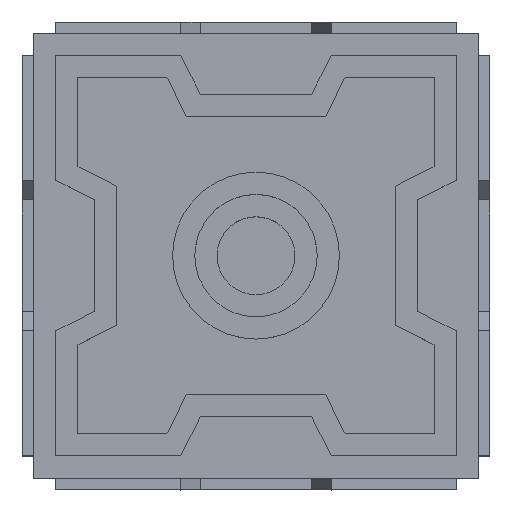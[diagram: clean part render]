
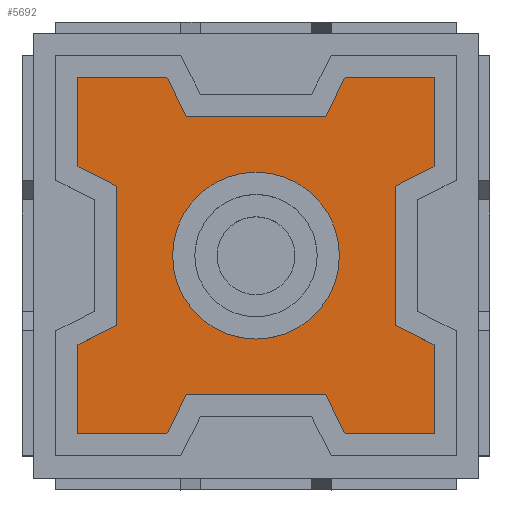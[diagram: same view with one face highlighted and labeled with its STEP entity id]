
A CAD part, top view. The second image highlights one B-rep face of the part: STEP entity #5692.
In plain terms, the highlighted planar face has unit normal (0, 0, 1).
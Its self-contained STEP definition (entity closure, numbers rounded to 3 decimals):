
#35=FACE_BOUND('',#635,.T.);
#43=CIRCLE('',#5953,7.5);
#332=FACE_OUTER_BOUND('',#634,.T.);
#634=EDGE_LOOP('',(#5054,#5055,#5056,#5057,#5058,#5059,#5060,#5061,#5062,
#5063,#5064,#5065,#5066,#5067,#5068,#5069,#5070,#5071,#5072,#5073));
#635=EDGE_LOOP('',(#5074));
#1385=LINE('',#8897,#2170);
#1388=LINE('',#8903,#2173);
#1391=LINE('',#8909,#2176);
#1394=LINE('',#8915,#2179);
#1397=LINE('',#8920,#2182);
#1398=LINE('',#8923,#2183);
#1401=LINE('',#8928,#2186);
#1402=LINE('',#8931,#2187);
#1405=LINE('',#8936,#2190);
#1406=LINE('',#8939,#2191);
#1409=LINE('',#8944,#2194);
#1410=LINE('',#8947,#2195);
#1412=LINE('',#8951,#2197);
#1415=LINE('',#8956,#2200);
#1416=LINE('',#8958,#2201);
#1418=LINE('',#8962,#2203);
#1419=LINE('',#8964,#2204);
#1421=LINE('',#8968,#2206);
#1422=LINE('',#8970,#2207);
#1423=LINE('',#8972,#2208);
#2170=VECTOR('',#7272,10.);
#2173=VECTOR('',#7277,10.);
#2176=VECTOR('',#7282,10.);
#2179=VECTOR('',#7287,10.);
#2182=VECTOR('',#7292,10.);
#2183=VECTOR('',#7295,10.);
#2186=VECTOR('',#7300,10.);
#2187=VECTOR('',#7303,10.);
#2190=VECTOR('',#7308,10.);
#2191=VECTOR('',#7311,10.);
#2194=VECTOR('',#7316,10.);
#2195=VECTOR('',#7319,10.);
#2197=VECTOR('',#7323,10.);
#2200=VECTOR('',#7328,10.);
#2201=VECTOR('',#7331,10.);
#2203=VECTOR('',#7335,10.);
#2204=VECTOR('',#7338,10.);
#2206=VECTOR('',#7342,10.);
#2207=VECTOR('',#7345,10.);
#2208=VECTOR('',#7348,10.);
#2675=VERTEX_POINT('',#8748);
#2723=VERTEX_POINT('',#8894);
#2724=VERTEX_POINT('',#8896);
#2725=VERTEX_POINT('',#8900);
#2726=VERTEX_POINT('',#8902);
#2727=VERTEX_POINT('',#8906);
#2728=VERTEX_POINT('',#8908);
#2729=VERTEX_POINT('',#8912);
#2730=VERTEX_POINT('',#8914);
#2731=VERTEX_POINT('',#8918);
#2732=VERTEX_POINT('',#8922);
#2733=VERTEX_POINT('',#8926);
#2734=VERTEX_POINT('',#8930);
#2735=VERTEX_POINT('',#8934);
#2736=VERTEX_POINT('',#8938);
#2737=VERTEX_POINT('',#8942);
#2738=VERTEX_POINT('',#8946);
#2739=VERTEX_POINT('',#8950);
#2740=VERTEX_POINT('',#8954);
#2741=VERTEX_POINT('',#8960);
#2742=VERTEX_POINT('',#8966);
#3418=EDGE_CURVE('',#2675,#2675,#43,.T.);
#3490=EDGE_CURVE('',#2723,#2724,#1385,.T.);
#3493=EDGE_CURVE('',#2725,#2726,#1388,.T.);
#3496=EDGE_CURVE('',#2727,#2728,#1391,.T.);
#3499=EDGE_CURVE('',#2729,#2730,#1394,.T.);
#3502=EDGE_CURVE('',#2731,#2723,#1397,.T.);
#3503=EDGE_CURVE('',#2724,#2732,#1398,.T.);
#3506=EDGE_CURVE('',#2733,#2725,#1401,.T.);
#3507=EDGE_CURVE('',#2726,#2734,#1402,.T.);
#3510=EDGE_CURVE('',#2735,#2727,#1405,.T.);
#3511=EDGE_CURVE('',#2728,#2736,#1406,.T.);
#3514=EDGE_CURVE('',#2737,#2729,#1409,.T.);
#3515=EDGE_CURVE('',#2730,#2738,#1410,.T.);
#3517=EDGE_CURVE('',#2734,#2739,#1412,.T.);
#3520=EDGE_CURVE('',#2740,#2733,#1415,.T.);
#3521=EDGE_CURVE('',#2732,#2740,#1416,.T.);
#3523=EDGE_CURVE('',#2741,#2731,#1418,.T.);
#3524=EDGE_CURVE('',#2736,#2741,#1419,.T.);
#3526=EDGE_CURVE('',#2742,#2735,#1421,.T.);
#3527=EDGE_CURVE('',#2738,#2742,#1422,.T.);
#3528=EDGE_CURVE('',#2739,#2737,#1423,.T.);
#5054=ORIENTED_EDGE('',*,*,#3528,.F.);
#5055=ORIENTED_EDGE('',*,*,#3517,.F.);
#5056=ORIENTED_EDGE('',*,*,#3507,.F.);
#5057=ORIENTED_EDGE('',*,*,#3493,.F.);
#5058=ORIENTED_EDGE('',*,*,#3506,.F.);
#5059=ORIENTED_EDGE('',*,*,#3520,.F.);
#5060=ORIENTED_EDGE('',*,*,#3521,.F.);
#5061=ORIENTED_EDGE('',*,*,#3503,.F.);
#5062=ORIENTED_EDGE('',*,*,#3490,.F.);
#5063=ORIENTED_EDGE('',*,*,#3502,.F.);
#5064=ORIENTED_EDGE('',*,*,#3523,.F.);
#5065=ORIENTED_EDGE('',*,*,#3524,.F.);
#5066=ORIENTED_EDGE('',*,*,#3511,.F.);
#5067=ORIENTED_EDGE('',*,*,#3496,.F.);
#5068=ORIENTED_EDGE('',*,*,#3510,.F.);
#5069=ORIENTED_EDGE('',*,*,#3526,.F.);
#5070=ORIENTED_EDGE('',*,*,#3527,.F.);
#5071=ORIENTED_EDGE('',*,*,#3515,.F.);
#5072=ORIENTED_EDGE('',*,*,#3499,.F.);
#5073=ORIENTED_EDGE('',*,*,#3514,.F.);
#5074=ORIENTED_EDGE('',*,*,#3418,.T.);
#5409=PLANE('',#6000);
#5692=ADVANCED_FACE('',(#332,#35),#5409,.T.);
#5953=AXIS2_PLACEMENT_3D('',#8750,#7146,#7147);
#6000=AXIS2_PLACEMENT_3D('',#8973,#7349,#7350);
#7146=DIRECTION('center_axis',(0.,0.,-1.));
#7147=DIRECTION('ref_axis',(-1.,0.,0.));
#7272=DIRECTION('',(0.,-1.,0.));
#7277=DIRECTION('',(-1.,0.,0.));
#7282=DIRECTION('',(1.,0.,0.));
#7287=DIRECTION('',(0.,1.,0.));
#7292=DIRECTION('',(-0.894,-0.447,0.));
#7295=DIRECTION('',(0.894,-0.447,0.));
#7300=DIRECTION('',(-0.447,0.894,0.));
#7303=DIRECTION('',(-0.447,-0.894,0.));
#7308=DIRECTION('',(0.447,-0.894,0.));
#7311=DIRECTION('',(0.447,0.894,0.));
#7316=DIRECTION('',(0.894,0.447,0.));
#7319=DIRECTION('',(-0.894,0.447,0.));
#7323=DIRECTION('',(-1.,0.,0.));
#7328=DIRECTION('',(-1.,0.,0.));
#7331=DIRECTION('',(0.,-1.,0.));
#7335=DIRECTION('',(0.,-1.,0.));
#7338=DIRECTION('',(1.,0.,0.));
#7342=DIRECTION('',(1.,0.,0.));
#7345=DIRECTION('',(0.,1.,0.));
#7348=DIRECTION('',(0.,1.,0.));
#7349=DIRECTION('center_axis',(0.,0.,1.));
#7350=DIRECTION('ref_axis',(-1.,0.,0.));
#8748=CARTESIAN_POINT('',(7.5,0.,8.));
#8750=CARTESIAN_POINT('Origin',(0.,0.,8.));
#8894=CARTESIAN_POINT('',(12.5,6.25,8.));
#8896=CARTESIAN_POINT('',(12.5,-6.25,8.));
#8897=CARTESIAN_POINT('',(12.5,-12.5,8.));
#8900=CARTESIAN_POINT('',(6.25,-12.5,8.));
#8902=CARTESIAN_POINT('',(-6.25,-12.5,8.));
#8903=CARTESIAN_POINT('',(-12.5,-12.5,8.));
#8906=CARTESIAN_POINT('',(-6.25,12.5,8.));
#8908=CARTESIAN_POINT('',(6.25,12.5,8.));
#8909=CARTESIAN_POINT('',(12.5,12.5,8.));
#8912=CARTESIAN_POINT('',(-12.5,-6.25,8.));
#8914=CARTESIAN_POINT('',(-12.5,6.25,8.));
#8915=CARTESIAN_POINT('',(-12.5,12.5,8.));
#8918=CARTESIAN_POINT('',(16.,8.,8.));
#8920=CARTESIAN_POINT('',(8.,4.,8.));
#8922=CARTESIAN_POINT('',(16.,-8.,8.));
#8923=CARTESIAN_POINT('',(8.,-4.,8.));
#8926=CARTESIAN_POINT('',(8.,-16.,8.));
#8928=CARTESIAN_POINT('',(8.,-16.,8.));
#8930=CARTESIAN_POINT('',(-8.,-16.,8.));
#8931=CARTESIAN_POINT('',(-8.,-16.,8.));
#8934=CARTESIAN_POINT('',(-8.,16.,8.));
#8936=CARTESIAN_POINT('',(-8.,16.,8.));
#8938=CARTESIAN_POINT('',(8.,16.,8.));
#8939=CARTESIAN_POINT('',(4.,8.,8.));
#8942=CARTESIAN_POINT('',(-16.,-8.,8.));
#8944=CARTESIAN_POINT('',(-16.,-8.,8.));
#8946=CARTESIAN_POINT('',(-16.,8.,8.));
#8947=CARTESIAN_POINT('',(-8.,4.,8.));
#8950=CARTESIAN_POINT('',(-16.,-16.,8.));
#8951=CARTESIAN_POINT('',(-24.,-16.,8.));
#8954=CARTESIAN_POINT('',(16.,-16.,8.));
#8956=CARTESIAN_POINT('',(24.,-16.,8.));
#8958=CARTESIAN_POINT('',(16.,-24.,8.));
#8960=CARTESIAN_POINT('',(16.,16.,8.));
#8962=CARTESIAN_POINT('',(16.,24.,8.));
#8964=CARTESIAN_POINT('',(8.,16.,8.));
#8966=CARTESIAN_POINT('',(-16.,16.,8.));
#8968=CARTESIAN_POINT('',(-8.,16.,8.));
#8970=CARTESIAN_POINT('',(-16.,8.,8.));
#8972=CARTESIAN_POINT('',(-16.,-8.,8.));
#8973=CARTESIAN_POINT('Origin',(0.,0.,8.));
